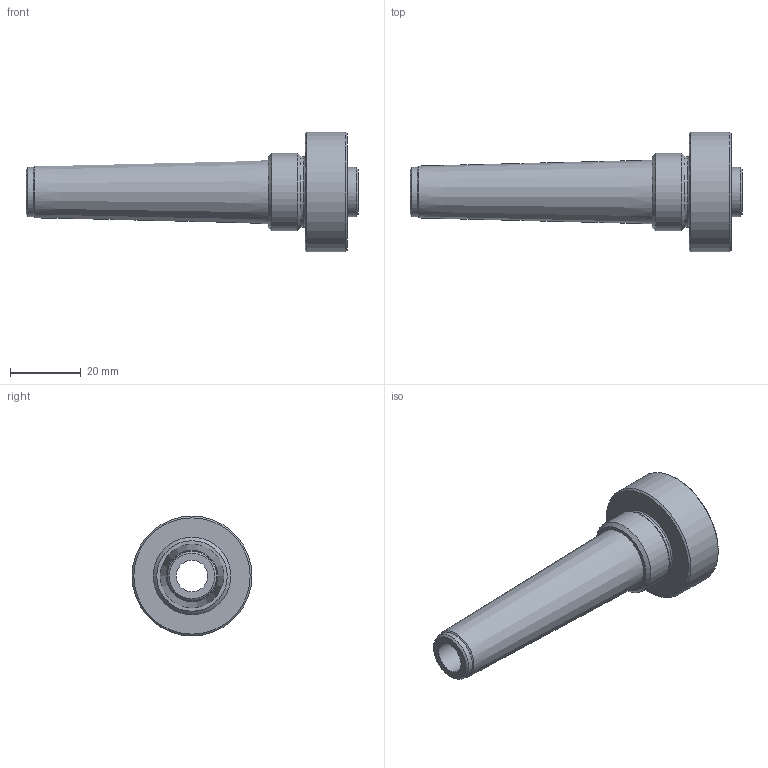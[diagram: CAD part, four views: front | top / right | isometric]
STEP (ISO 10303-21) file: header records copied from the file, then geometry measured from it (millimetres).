
FILE_DESCRIPTION(/* description */ ('Aufnahme MK2'),/* implementation_level */ '2;1');
FILE_NAME(/* name */ 'DBF55_99-04 Aufnahme MK2.stp',/* time_stamp */ '2022-01-29T18:53:00+01:00',/* author */ ('MKoch'),/* organization */ (''),/* preprocessor_version */ 'ST-DEVELOPER v15.2',/* originating_system */ 'Autodesk Inventor 2014',/* authorisation */ '');
FILE_SCHEMA (('CONFIG_CONTROL_DESIGN'));
Length unit declared in the file: millimetre
Products named in the file (1): DBF55_99-04 Aufnahme MK2
Bounding box: 94.17 x 34 x 34 mm (x, y, z)
Volume: 20645.7 mm3; surface area: 10643.1 mm2
Topology: 1 solids, 1 shells, 29 faces, 57 edges, 34 vertices
Faces by surface type: cone 12, cylinder 10, plane 6, torus 1
Full cylindrical faces by diameter (mm): 2.459 x3, 8.917 x1, 11.2 x1, 14 x2, 20 x1, 22 x1, 34 x1
Entity records: 612 total; most frequent: DIRECTION 118, CARTESIAN_POINT 88, AXIS2_PLACEMENT_3D 59, EDGE_LOOP 58, ORIENTED_EDGE 58, FACE_BOUND 34, CIRCLE 29, VERTEX_POINT 29
